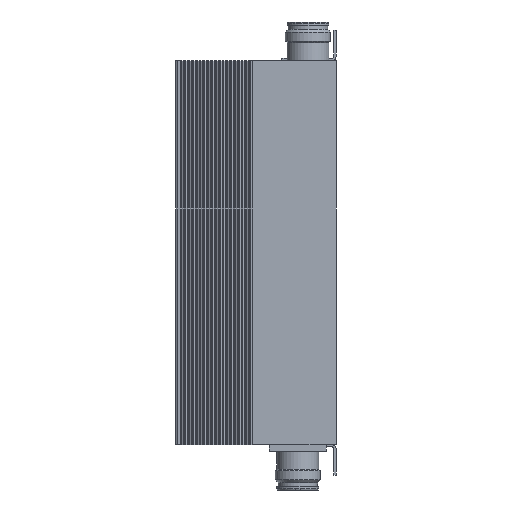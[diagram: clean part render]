
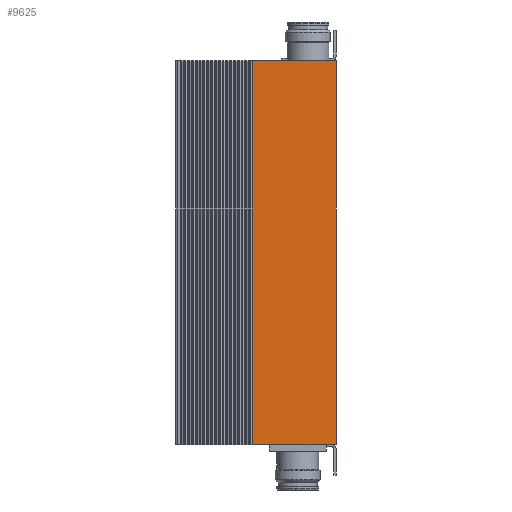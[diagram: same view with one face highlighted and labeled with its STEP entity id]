
A CAD part, front view. The second image highlights one B-rep face of the part: STEP entity #9625.
In plain terms, the highlighted planar face has unit normal (0, -1, 0).
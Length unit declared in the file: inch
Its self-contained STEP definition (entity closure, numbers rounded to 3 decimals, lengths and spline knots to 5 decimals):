
#640 = VERTEX_POINT ( 'NONE', #44947 ) ;
#6765 = CARTESIAN_POINT ( 'NONE',  ( 123.71421, -9.50188, 6.69291 ) ) ;
#6855 = EDGE_CURVE ( 'NONE', #27768, #640, #24355, .T. ) ;
#6901 = VERTEX_POINT ( 'NONE', #7330 ) ;
#7330 = CARTESIAN_POINT ( 'NONE',  ( 125.0272, -9.50188, 0. ) ) ;
#7891 = AXIS2_PLACEMENT_3D ( 'NONE', #39230, #35407, #43335 ) ;
#8666 = EDGE_CURVE ( 'NONE', #6901, #27768, #22781, .T. ) ;
#8734 = DIRECTION ( 'NONE',  ( 0., 0., 1. ) ) ;
#9625 = ADVANCED_FACE ( 'NONE', ( #43609 ), #56515, .F. ) ;
#9805 = VERTEX_POINT ( 'NONE', #22790 ) ;
#11022 = DIRECTION ( 'NONE',  ( 1., 0., 0. ) ) ;
#12384 = VECTOR ( 'NONE', #15265, 39.37008 ) ;
#13484 = EDGE_CURVE ( 'NONE', #9805, #640, #20137, .T. ) ;
#14324 = VECTOR ( 'NONE', #8734, 39.37008 ) ;
#15265 = DIRECTION ( 'NONE',  ( 1., 0., 0. ) ) ;
#20137 = LINE ( 'NONE', #24251, #38749 ) ;
#22513 = CARTESIAN_POINT ( 'NONE',  ( 125.0272, -9.50188, 6.69291 ) ) ;
#22781 = LINE ( 'NONE', #22513, #14324 ) ;
#22790 = CARTESIAN_POINT ( 'NONE',  ( 126.48389, -9.50188, 0. ) ) ;
#23363 = ORIENTED_EDGE ( 'NONE', *, *, #13484, .T. ) ;
#24251 = CARTESIAN_POINT ( 'NONE',  ( 126.48389, -9.50188, 6.69291 ) ) ;
#24355 = LINE ( 'NONE', #6765, #12384 ) ;
#25089 = CARTESIAN_POINT ( 'NONE',  ( 126.48389, -9.50188, 0. ) ) ;
#25543 = CARTESIAN_POINT ( 'NONE',  ( 125.0272, -9.50188, 6.69291 ) ) ;
#27768 = VERTEX_POINT ( 'NONE', #25543 ) ;
#29234 = DIRECTION ( 'NONE',  ( 0., 0., 1. ) ) ;
#29248 = VECTOR ( 'NONE', #11022, 39.37008 ) ;
#35407 = DIRECTION ( 'NONE',  ( 0., 1., 0. ) ) ;
#35521 = ORIENTED_EDGE ( 'NONE', *, *, #6855, .F. ) ;
#38749 = VECTOR ( 'NONE', #29234, 39.37008 ) ;
#39230 = CARTESIAN_POINT ( 'NONE',  ( 126.48389, -9.50188, 6.69291 ) ) ;
#40899 = ORIENTED_EDGE ( 'NONE', *, *, #51753, .T. ) ;
#43335 = DIRECTION ( 'NONE',  ( 0., 0., 1. ) ) ;
#43609 = FACE_OUTER_BOUND ( 'NONE', #46211, .T. ) ;
#44947 = CARTESIAN_POINT ( 'NONE',  ( 126.48389, -9.50188, 6.69291 ) ) ;
#46211 = EDGE_LOOP ( 'NONE', ( #23363, #35521, #52846, #40899 ) ) ;
#51753 = EDGE_CURVE ( 'NONE', #6901, #9805, #55854, .T. ) ;
#52846 = ORIENTED_EDGE ( 'NONE', *, *, #8666, .F. ) ;
#55854 = LINE ( 'NONE', #25089, #29248 ) ;
#56515 = PLANE ( 'NONE',  #7891 ) ;
